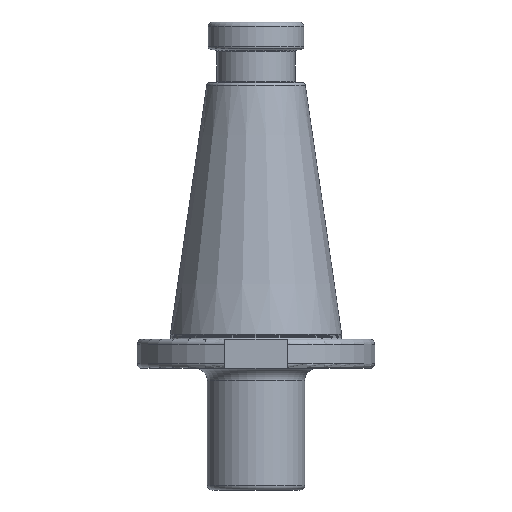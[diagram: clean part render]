
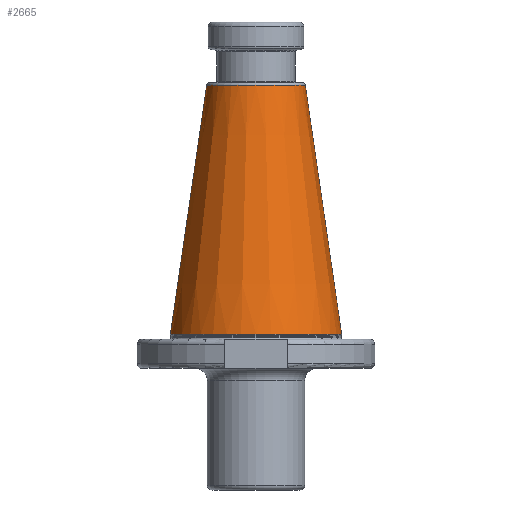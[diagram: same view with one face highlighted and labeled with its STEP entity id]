
A CAD part, left-side view. The second image highlights one B-rep face of the part: STEP entity #2665.
In plain terms, the highlighted conical face has half-angle 8.297 degrees and reference radius 27.65 mm.
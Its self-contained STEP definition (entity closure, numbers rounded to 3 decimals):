
#566=CARTESIAN_POINT('',(0,0,116.173));
#567=DIRECTION('',(0,0,1));
#568=DIRECTION('',(0,1,0));
#569=AXIS2_PLACEMENT_3D('',#566,#567,#568);
#571=DIRECTION('',(0,-0.144,0.99));
#572=VECTOR('',#571,103.254);
#573=CARTESIAN_POINT('',(0,35.1,14));
#574=LINE('',#573,#572);
#575=DIRECTION('',(0,0.144,0.99));
#576=VECTOR('',#575,103.254);
#577=CARTESIAN_POINT('',(0,-35.1,14));
#578=LINE('',#577,#576);
#579=CARTESIAN_POINT('',(0,0,14));
#580=DIRECTION('',(0,0,1));
#581=DIRECTION('',(0,1,0));
#582=AXIS2_PLACEMENT_3D('',#579,#580,#581);
#1559=CARTESIAN_POINT('',(0,35.1,14));
#1560=VERTEX_POINT('',#1559);
#1561=CARTESIAN_POINT('',(0,20.2,116.173));
#1562=VERTEX_POINT('',#1561);
#1597=CARTESIAN_POINT('',(0,-35.1,14));
#1598=VERTEX_POINT('',#1597);
#1599=CARTESIAN_POINT('',(0,-20.2,116.173));
#1600=VERTEX_POINT('',#1599);
#2651=CARTESIAN_POINT('',(0,0,65.087));
#2652=DIRECTION('',(0,0,-1));
#2653=DIRECTION('',(0,-1,0));
#2654=AXIS2_PLACEMENT_3D('',#2651,#2652,#2653);
#2655=CONICAL_SURFACE('',#2654,27.65,8.297);
#2657=ORIENTED_EDGE('',*,*,#2656,.T.);
#2658=ORIENTED_EDGE('',*,*,#2646,.T.);
#2660=ORIENTED_EDGE('',*,*,#2659,.F.);
#2662=ORIENTED_EDGE('',*,*,#2661,.F.);
#2663=EDGE_LOOP('',(#2657,#2658,#2660,#2662));
#2664=FACE_OUTER_BOUND('',#2663,.F.);
#2665=ADVANCED_FACE('',(#2664),#2655,.T.);
#570=CIRCLE('',#569,20.2);
#583=CIRCLE('',#582,35.1);
#2646=EDGE_CURVE('',#1562,#1600,#570,.T.);
#2656=EDGE_CURVE('',#1560,#1562,#574,.T.);
#2659=EDGE_CURVE('',#1598,#1600,#578,.T.);
#2661=EDGE_CURVE('',#1560,#1598,#583,.T.);
